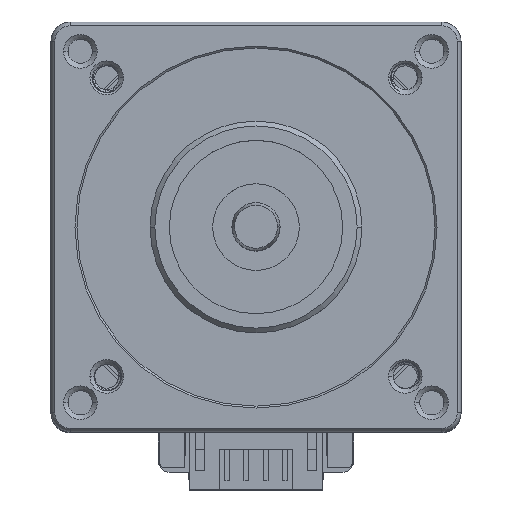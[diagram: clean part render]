
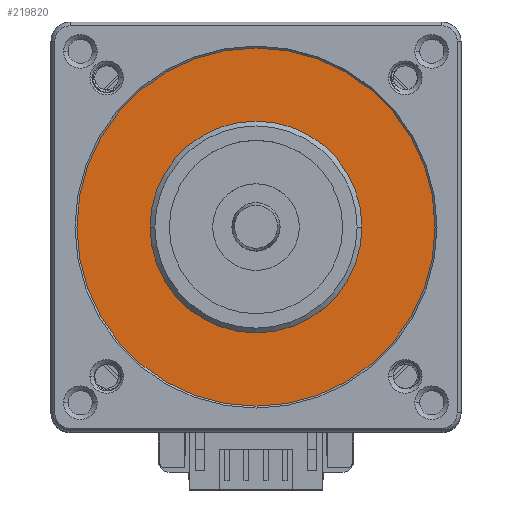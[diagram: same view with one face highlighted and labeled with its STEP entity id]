
A CAD part, top view. The second image highlights one B-rep face of the part: STEP entity #219820.
In plain terms, the highlighted planar face has unit normal (0, 0, 1).
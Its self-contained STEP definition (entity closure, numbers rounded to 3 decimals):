
#132920=CARTESIAN_POINT('',(-18.6,0.,
-0.2));
#132930=VERTEX_POINT('',#132920);
#133010=CARTESIAN_POINT('',(18.6,0.,-0.2)
);
#133020=VERTEX_POINT('',#133010);
#133050=CARTESIAN_POINT('',(0.,0.,
-0.2));
#133060=DIRECTION('',(0.,0.,1.));
#133070=DIRECTION('',(1.,0.,0.));
#133080=AXIS2_PLACEMENT_3D('',#133050,#133060,#133070);
#133090=CIRCLE('',#133080,18.6);
#133100=EDGE_CURVE('',#133020,#132930,#133090,.T.);
#219570=CARTESIAN_POINT('',(-18.823,-18.823,-0.2));
#219580=DIRECTION('',(0.,0.,1.));
#219590=DIRECTION('',(1.,0.,-0.));
#219600=AXIS2_PLACEMENT_3D('',#219570,#219580,#219590);
#219610=PLANE('',#219600);
#219620=EDGE_CURVE('',#132930,#133020,#133090,.T.);
#219630=ORIENTED_EDGE('',*,*,#219620,.T.);
#219640=ORIENTED_EDGE('',*,*,#133100,.T.);
#219650=EDGE_LOOP('',(#219640,#219630));
#219660=FACE_OUTER_BOUND('',#219650,.T.);
#219670=CARTESIAN_POINT('',(0.,0.,
-0.2));
#219680=DIRECTION('',(0.,0.,1.));
#219690=DIRECTION('',(1.,0.,0.));
#219700=AXIS2_PLACEMENT_3D('',#219670,#219680,#219690);
#219710=CIRCLE('',#219700,11.);
#219720=CARTESIAN_POINT('',(-11.,0.,-0.2
));
#219730=VERTEX_POINT('',#219720);
#219740=CARTESIAN_POINT('',(11.,0.,-0.2));
#219750=VERTEX_POINT('',#219740);
#219760=EDGE_CURVE('',#219730,#219750,#219710,.T.);
#219770=ORIENTED_EDGE('',*,*,#219760,.F.);
#219780=EDGE_CURVE('',#219750,#219730,#219710,.T.);
#219790=ORIENTED_EDGE('',*,*,#219780,.F.);
#219800=EDGE_LOOP('',(#219790,#219770));
#219810=FACE_BOUND('',#219800,.T.);
#219820=ADVANCED_FACE('',(#219660,#219810),#219610,.T.);
